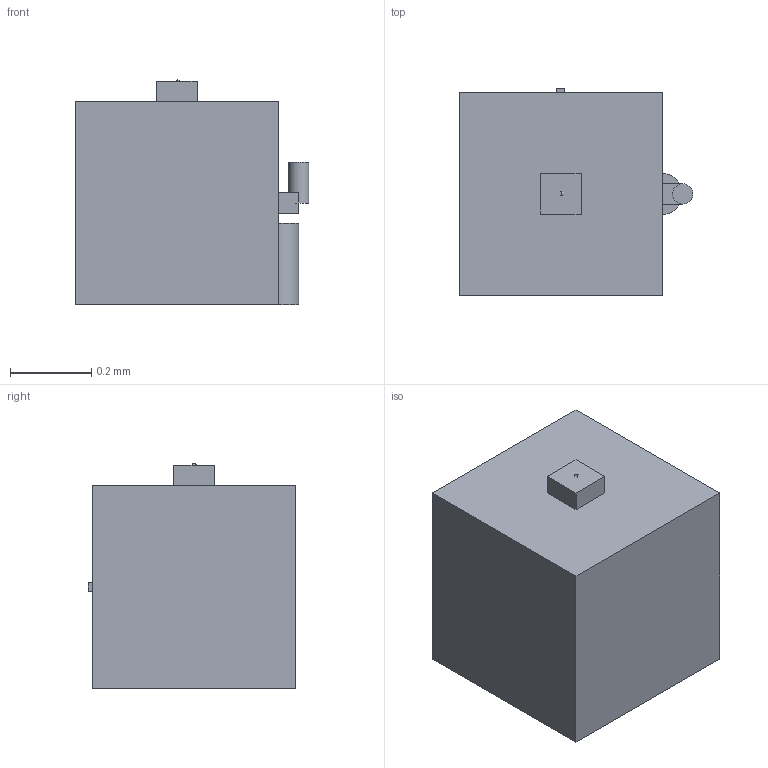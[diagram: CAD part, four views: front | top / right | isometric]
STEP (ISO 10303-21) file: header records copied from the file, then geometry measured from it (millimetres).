
FILE_DESCRIPTION(('FreeCAD Model'),'2;1');
FILE_NAME('Open CASCADE Shape Model','2025-08-25T17:45:43',('Author'),( ''),'Open CASCADE STEP processor 7.8','FreeCAD','Unknown');
FILE_SCHEMA(('AUTOMOTIVE_DESIGN { 1 0 10303 214 1 1 1 1 }'));
Length unit declared in the file: millimetre
Products named in the file (11): Chasis001; Pipe_Salida_CT; Junta_Y; Junta_X; Brazo001; Tanque; Reactor; ColdTrap_Mini; Pipe_Entrada_CT; Sensor_Frontal; Sensor_Lateral
Bounding box: 0.57 x 0.51 x 0.55 mm (x, y, z)
Volume: 0.1 mm3; surface area: 1.7 mm2
Topology: 11 solids, 11 shells, 48 faces, 78 edges, 52 vertices
Faces by surface type: plane 42, cylinder 6
Full cylindrical faces by diameter (mm): 0.01 x2, 0.018 x1, 0.02 x1, 0.05 x1, 0.1 x1
Entity records: 2317 total; most frequent: DIRECTION 344, CARTESIAN_POINT 335, LINE 210, VECTOR 210, ORIENTED_EDGE 156, PCURVE 156, DEFINITIONAL_REPRESENTATION 156, EDGE_CURVE 78
